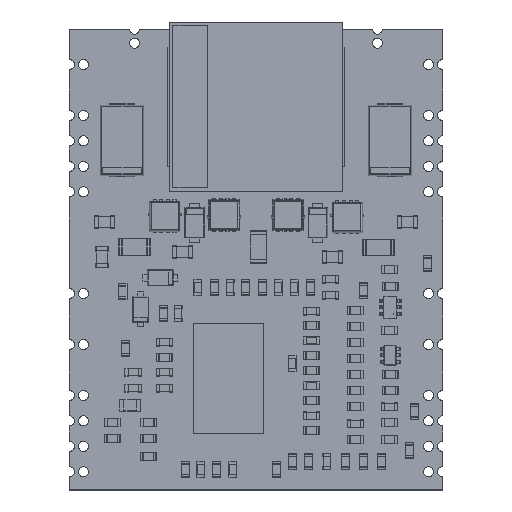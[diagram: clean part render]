
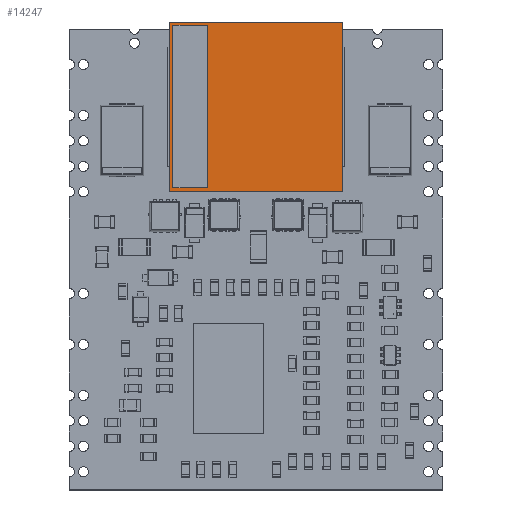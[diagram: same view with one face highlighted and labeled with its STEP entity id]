
A CAD part, top view. The second image highlights one B-rep face of the part: STEP entity #14247.
In plain terms, the highlighted planar face has unit normal (0, 0, 1).
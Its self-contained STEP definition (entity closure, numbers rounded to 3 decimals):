
#14247 = ADVANCED_FACE('',(#14248),#14282,.T.);
#14248 = FACE_BOUND('',#14249,.T.);
#14249 = EDGE_LOOP('',(#14250,#14260,#14268,#14276));
#14250 = ORIENTED_EDGE('',*,*,#14251,.F.);
#14251 = EDGE_CURVE('',#14252,#14254,#14256,.T.);
#14252 = VERTEX_POINT('',#14253);
#14253 = CARTESIAN_POINT('',(8.641,-8.446,6.706));
#14254 = VERTEX_POINT('',#14255);
#14255 = CARTESIAN_POINT('',(-8.641,-8.446,6.706));
#14256 = LINE('',#14257,#14258);
#14257 = CARTESIAN_POINT('',(8.641,-8.446,6.706));
#14258 = VECTOR('',#14259,1.);
#14259 = DIRECTION('',(-1.,0.,0.));
#14260 = ORIENTED_EDGE('',*,*,#14261,.F.);
#14261 = EDGE_CURVE('',#14262,#14252,#14264,.T.);
#14262 = VERTEX_POINT('',#14263);
#14263 = CARTESIAN_POINT('',(8.641,8.446,6.706));
#14264 = LINE('',#14265,#14266);
#14265 = CARTESIAN_POINT('',(8.641,8.446,6.706));
#14266 = VECTOR('',#14267,1.);
#14267 = DIRECTION('',(0.,-1.,0.));
#14268 = ORIENTED_EDGE('',*,*,#14269,.F.);
#14269 = EDGE_CURVE('',#14270,#14262,#14272,.T.);
#14270 = VERTEX_POINT('',#14271);
#14271 = CARTESIAN_POINT('',(-8.641,8.446,6.706));
#14272 = LINE('',#14273,#14274);
#14273 = CARTESIAN_POINT('',(-8.641,8.446,6.706));
#14274 = VECTOR('',#14275,1.);
#14275 = DIRECTION('',(1.,0.,0.));
#14276 = ORIENTED_EDGE('',*,*,#14277,.F.);
#14277 = EDGE_CURVE('',#14254,#14270,#14278,.T.);
#14278 = LINE('',#14279,#14280);
#14279 = CARTESIAN_POINT('',(-8.641,-8.446,6.706));
#14280 = VECTOR('',#14281,1.);
#14281 = DIRECTION('',(0.,1.,0.));
#14282 = PLANE('',#14283);
#14283 = AXIS2_PLACEMENT_3D('',#14284,#14285,#14286);
#14284 = CARTESIAN_POINT('',(-8.641,-8.446,6.706));
#14285 = DIRECTION('',(0.,0.,1.));
#14286 = DIRECTION('',(0.,1.,0.));
